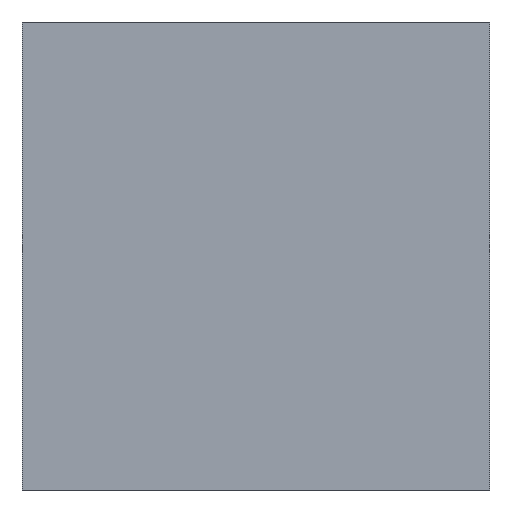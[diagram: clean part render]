
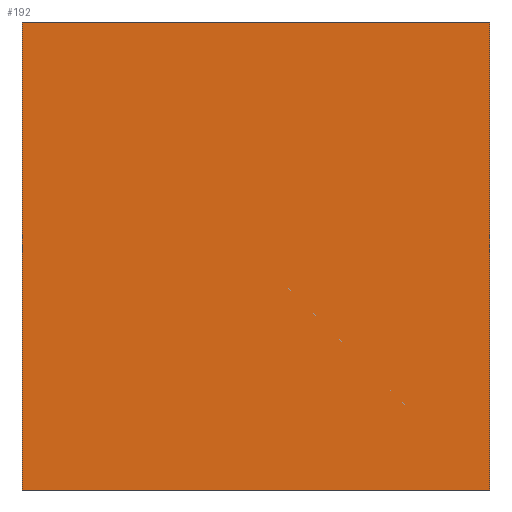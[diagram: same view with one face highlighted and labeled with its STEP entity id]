
A CAD part, left-side view. The second image highlights one B-rep face of the part: STEP entity #192.
In plain terms, the highlighted planar face has unit normal (-1, 0, 0).
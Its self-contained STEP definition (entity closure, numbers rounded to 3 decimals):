
#24=FACE_OUTER_BOUND('',#36,.T.);
#36=EDGE_LOOP('',(#163,#164,#165,#166));
#54=LINE('',#298,#78);
#60=LINE('',#310,#84);
#61=LINE('',#312,#85);
#62=LINE('',#313,#86);
#78=VECTOR('',#246,10.);
#84=VECTOR('',#256,10.);
#85=VECTOR('',#259,10.);
#86=VECTOR('',#260,10.);
#96=VERTEX_POINT('',#292);
#98=VERTEX_POINT('',#296);
#101=VERTEX_POINT('',#306);
#102=VERTEX_POINT('',#308);
#118=EDGE_CURVE('',#98,#96,#54,.T.);
#124=EDGE_CURVE('',#101,#102,#60,.T.);
#125=EDGE_CURVE('',#101,#98,#61,.T.);
#126=EDGE_CURVE('',#96,#102,#62,.T.);
#163=ORIENTED_EDGE('',*,*,#118,.F.);
#164=ORIENTED_EDGE('',*,*,#125,.F.);
#165=ORIENTED_EDGE('',*,*,#124,.T.);
#166=ORIENTED_EDGE('',*,*,#126,.F.);
#182=PLANE('',#216);
#192=ADVANCED_FACE('',(#24),#182,.T.);
#216=AXIS2_PLACEMENT_3D('',#311,#257,#258);
#246=DIRECTION('',(0.,1.,0.));
#256=DIRECTION('',(0.,1.,0.));
#257=DIRECTION('center_axis',(-1.,0.,0.));
#258=DIRECTION('ref_axis',(0.,0.,1.));
#259=DIRECTION('',(0.,0.,-1.));
#260=DIRECTION('',(0.,0.,1.));
#292=CARTESIAN_POINT('',(-25.234,600.,-566.01));
#296=CARTESIAN_POINT('',(-25.234,0.,-566.01));
#298=CARTESIAN_POINT('',(-25.234,0.,-566.01));
#306=CARTESIAN_POINT('',(-25.234,0.,33.99));
#308=CARTESIAN_POINT('',(-25.234,600.,33.99));
#310=CARTESIAN_POINT('',(-25.234,0.,33.99));
#311=CARTESIAN_POINT('Origin',(-25.234,0.,-566.01));
#312=CARTESIAN_POINT('',(-25.234,0.,33.99));
#313=CARTESIAN_POINT('',(-25.234,600.,33.99));
